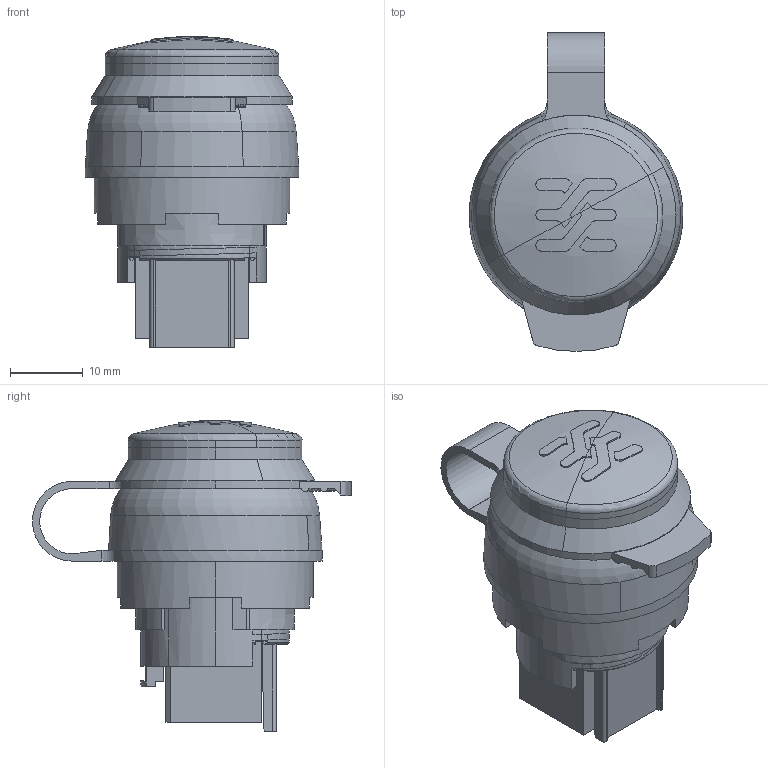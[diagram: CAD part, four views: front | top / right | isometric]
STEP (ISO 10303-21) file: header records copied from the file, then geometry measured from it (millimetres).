
FILE_DESCRIPTION(('CATIA V5 STEP Exchange','CAx-IF Rec.Pracs.--- Model Styling and Organization---1.5--- 2016-08-15','CAx-IF Rec.Pracs.---Supplemental Geometry---1.0---2011-11-01','CAx-IF Rec.Pracs.--- Composite Materials ---1.1---2010-07-15'),'2;1');
FILE_NAME ('003540-2_3', '2025-01-08T11:14:13+00:00', ('none'), ('Weidmueller'), 'CATIA Version 5-6 Release 2022 SP4 HF5', 'CATIA V5 STEP AP214 v3', 'none');
FILE_SCHEMA(('AUTOMOTIVE_DESIGN { 1 0 10303 214 1 1 1 1 }'));
Length unit declared in the file: millimetre
Products named in the file (1): 1018810000
Bounding box: 29.5 x 43.98 x 42.89 mm (x, y, z)
Volume: 13287.1 mm3; surface area: 12555 mm2
Topology: 1 solids, 2 shells, 734 faces, 2220 edges, 1481 vertices
Faces by surface type: plane 567, cylinder 76, extrusion 32, cone 19, bspline 18, sphere 12, torus 10
Entity records: 30881 total; most frequent: CARTESIAN_POINT 12501, ORIENTED_EDGE 4432, DIRECTION 2503, EDGE_CURVE 2216, VERTEX_POINT 1481, VECTOR 1201, LINE 1169, B_SPLINE_CURVE_WITH_KNOTS 835
